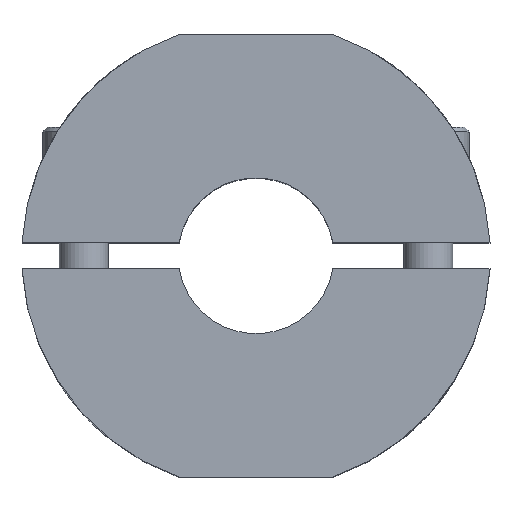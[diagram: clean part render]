
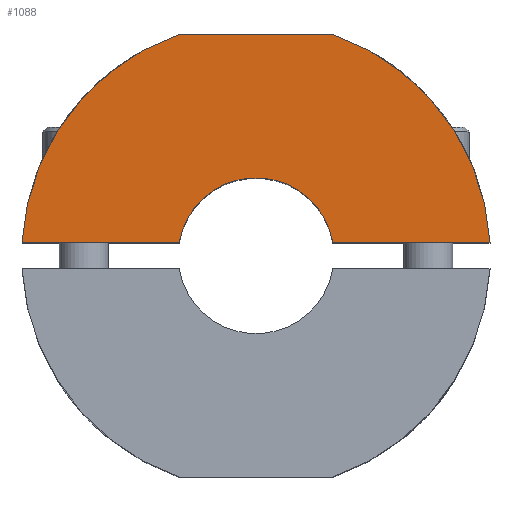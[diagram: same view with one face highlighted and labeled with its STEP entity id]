
A CAD part, top view. The second image highlights one B-rep face of the part: STEP entity #1088.
In plain terms, the highlighted planar face has unit normal (0, 0, 1).
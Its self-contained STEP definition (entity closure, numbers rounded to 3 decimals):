
#100=PLANE('',#1283);
#186=FACE_OUTER_BOUND('',#263,.T.);
#263=EDGE_LOOP('',(#932,#933,#934,#935,#936,#937));
#336=LINE('',#2186,#406);
#338=LINE('',#2192,#408);
#339=LINE('',#2196,#409);
#406=VECTOR('',#1546,10.);
#408=VECTOR('',#1552,10.);
#409=VECTOR('',#1555,10.);
#490=CIRCLE('',#1284,28.575);
#491=CIRCLE('',#1285,9.5);
#492=CIRCLE('',#1286,28.575);
#578=VERTEX_POINT('',#2183);
#579=VERTEX_POINT('',#2185);
#580=VERTEX_POINT('',#2189);
#581=VERTEX_POINT('',#2191);
#582=VERTEX_POINT('',#2193);
#583=VERTEX_POINT('',#2195);
#705=EDGE_CURVE('',#579,#578,#336,.T.);
#707=EDGE_CURVE('',#580,#578,#490,.T.);
#708=EDGE_CURVE('',#580,#581,#338,.T.);
#709=EDGE_CURVE('',#581,#582,#491,.T.);
#710=EDGE_CURVE('',#582,#583,#339,.T.);
#711=EDGE_CURVE('',#579,#583,#492,.T.);
#932=ORIENTED_EDGE('',*,*,#705,.T.);
#933=ORIENTED_EDGE('',*,*,#707,.F.);
#934=ORIENTED_EDGE('',*,*,#708,.T.);
#935=ORIENTED_EDGE('',*,*,#709,.T.);
#936=ORIENTED_EDGE('',*,*,#710,.T.);
#937=ORIENTED_EDGE('',*,*,#711,.F.);
#1088=ADVANCED_FACE('',(#186),#100,.F.);
#1283=AXIS2_PLACEMENT_3D('',#2188,#1548,#1549);
#1284=AXIS2_PLACEMENT_3D('',#2190,#1550,#1551);
#1285=AXIS2_PLACEMENT_3D('',#2194,#1553,#1554);
#1286=AXIS2_PLACEMENT_3D('',#2197,#1556,#1557);
#1546=DIRECTION('',(-1.,0.,0.));
#1548=DIRECTION('center_axis',(0.,0.,-1.));
#1549=DIRECTION('ref_axis',(-1.,0.,0.));
#1550=DIRECTION('center_axis',(0.,0.,-1.));
#1551=DIRECTION('ref_axis',(-1.,0.,0.));
#1552=DIRECTION('',(1.,0.,0.));
#1553=DIRECTION('center_axis',(0.,0.,-1.));
#1554=DIRECTION('ref_axis',(-1.,0.,0.));
#1555=DIRECTION('',(1.,0.,0.));
#1556=DIRECTION('center_axis',(0.,0.,-1.));
#1557=DIRECTION('ref_axis',(-1.,0.,0.));
#2183=CARTESIAN_POINT('',(-9.356,27.,19.05));
#2185=CARTESIAN_POINT('',(9.356,27.,19.05));
#2186=CARTESIAN_POINT('',(4.678,27.,19.05));
#2188=CARTESIAN_POINT('Origin',(0.,0.,19.05));
#2189=CARTESIAN_POINT('',(-28.53,1.6,19.05));
#2190=CARTESIAN_POINT('Origin',(0.,0.,19.05));
#2191=CARTESIAN_POINT('',(-9.364,1.6,19.05));
#2192=CARTESIAN_POINT('',(-21.879,1.6,19.05));
#2193=CARTESIAN_POINT('',(9.364,1.6,19.05));
#2194=CARTESIAN_POINT('Origin',(0.,0.,19.05));
#2195=CARTESIAN_POINT('',(28.53,1.6,19.05));
#2196=CARTESIAN_POINT('',(-21.879,1.6,19.05));
#2197=CARTESIAN_POINT('Origin',(0.,0.,19.05));
